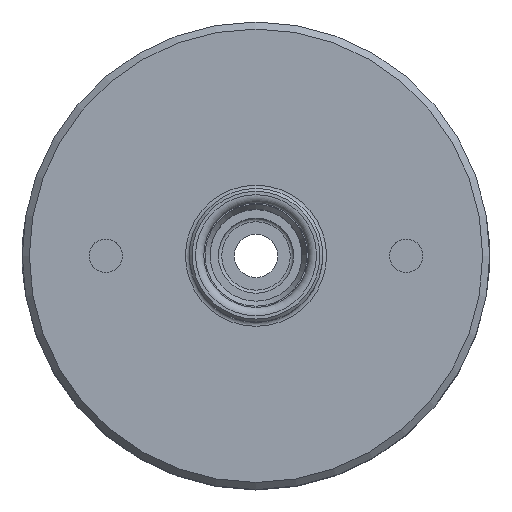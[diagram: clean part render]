
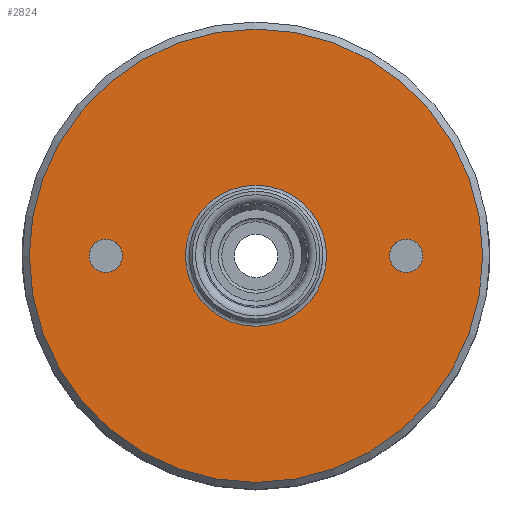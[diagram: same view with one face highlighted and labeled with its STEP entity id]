
A CAD part, top view. The second image highlights one B-rep face of the part: STEP entity #2824.
In plain terms, the highlighted planar face has unit normal (0, 0, 1).
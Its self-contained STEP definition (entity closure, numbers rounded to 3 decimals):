
#81=PLANE('',#3094);
#424=ORIENTED_EDGE('',*,*,#637,.F.);
#425=ORIENTED_EDGE('',*,*,#645,.F.);
#426=ORIENTED_EDGE('',*,*,#626,.T.);
#427=ORIENTED_EDGE('',*,*,#625,.T.);
#625=EDGE_CURVE('',#793,#793,#948,.T.);
#626=EDGE_CURVE('',#794,#794,#949,.T.);
#637=EDGE_CURVE('',#805,#805,#960,.T.);
#645=EDGE_CURVE('',#813,#813,#968,.T.);
#793=VERTEX_POINT('',#4817);
#794=VERTEX_POINT('',#4820);
#805=VERTEX_POINT('',#4852);
#813=VERTEX_POINT('',#4876);
#948=CIRCLE('',#3056,2.);
#949=CIRCLE('',#3058,2.);
#960=CIRCLE('',#3079,8.45);
#968=CIRCLE('',#3095,27.15);
#1219=EDGE_LOOP('',(#424));
#1220=EDGE_LOOP('',(#425));
#1221=EDGE_LOOP('',(#426));
#1222=EDGE_LOOP('',(#427));
#1534=FACE_BOUND('',#1219,.T.);
#1535=FACE_BOUND('',#1220,.T.);
#1536=FACE_BOUND('',#1221,.T.);
#1537=FACE_BOUND('',#1222,.T.);
#2824=ADVANCED_FACE('',(#1534,#1535,#1536,#1537),#81,.F.);
#3056=AXIS2_PLACEMENT_3D('',#4816,#3540,#3541);
#3058=AXIS2_PLACEMENT_3D('',#4819,#3544,#3545);
#3079=AXIS2_PLACEMENT_3D('',#4851,#3586,#3587);
#3094=AXIS2_PLACEMENT_3D('',#4874,#3616,#3617);
#3095=AXIS2_PLACEMENT_3D('',#4875,#3618,#3619);
#3540=DIRECTION('',(0.,0.,-1.));
#3541=DIRECTION('',(-1.,0.,0.));
#3544=DIRECTION('',(0.,0.,-1.));
#3545=DIRECTION('',(-1.,0.,0.));
#3586=DIRECTION('',(0.,0.,1.));
#3587=DIRECTION('',(1.,0.,0.));
#3616=DIRECTION('',(0.,0.,-1.));
#3617=DIRECTION('',(-1.,0.,0.));
#3618=DIRECTION('',(0.,0.,-1.));
#3619=DIRECTION('',(-1.,0.,0.));
#4816=CARTESIAN_POINT('',(18.,0.,25.5));
#4817=CARTESIAN_POINT('',(16.,0.,25.5));
#4819=CARTESIAN_POINT('',(-18.,0.,25.5));
#4820=CARTESIAN_POINT('',(-20.,0.,25.5));
#4851=CARTESIAN_POINT('',(0.,0.,25.5));
#4852=CARTESIAN_POINT('',(8.45,0.,25.5));
#4874=CARTESIAN_POINT('',(28.15,0.,25.5));
#4875=CARTESIAN_POINT('',(0.,0.,25.5));
#4876=CARTESIAN_POINT('',(-27.15,0.,25.5));
